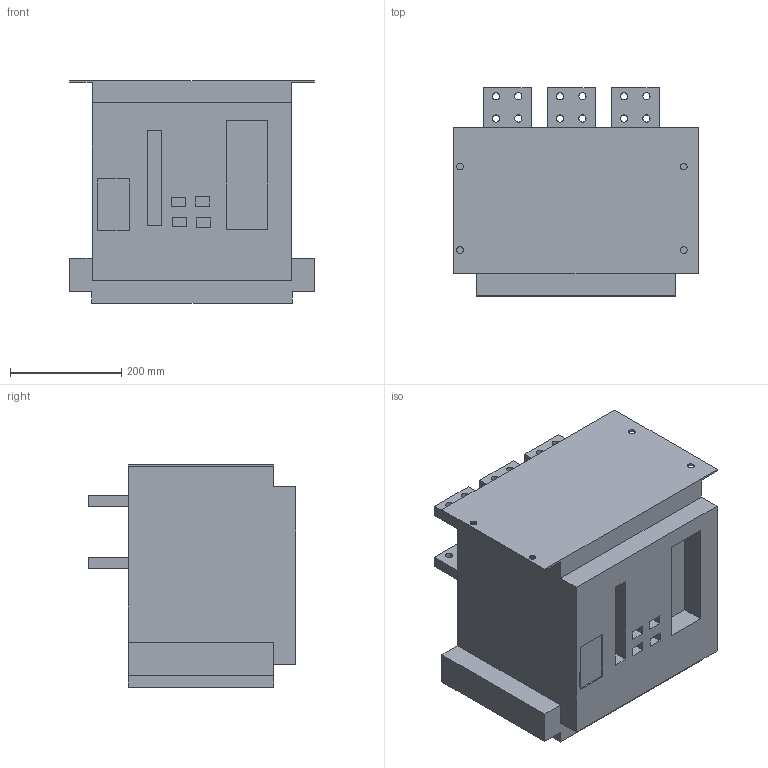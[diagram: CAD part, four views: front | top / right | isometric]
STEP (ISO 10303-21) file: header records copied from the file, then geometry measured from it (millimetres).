
FILE_DESCRIPTION((''),'2;1');
FILE_NAME('NXA32-G-1600-2500-325L','2019-04-25T',('wqli'),(''),'CREO PARAMETRIC BY PTC INC, 2015480','CREO PARAMETRIC BY PTC INC, 2015480','');
FILE_SCHEMA(('CONFIG_CONTROL_DESIGN'));
Length unit declared in the file: millimetre
Products named in the file (1): NXA32-G-1600-2500-325L
Bounding box: 439 x 373.5 x 400 mm (x, y, z)
Volume: 43156435.5 mm3; surface area: 987565.3 mm2
Topology: 1 solids, 1 shells, 143 faces, 384 edges, 256 vertices
Faces by surface type: plane 87, cylinder 56
Entity records: 4640 total; most frequent: CARTESIAN_POINT 783, DIRECTION 782, ORIENTED_EDGE 768, EDGE_CURVE 384, VECTOR 272, LINE 272, VERTEX_POINT 256, AXIS2_PLACEMENT_3D 255
